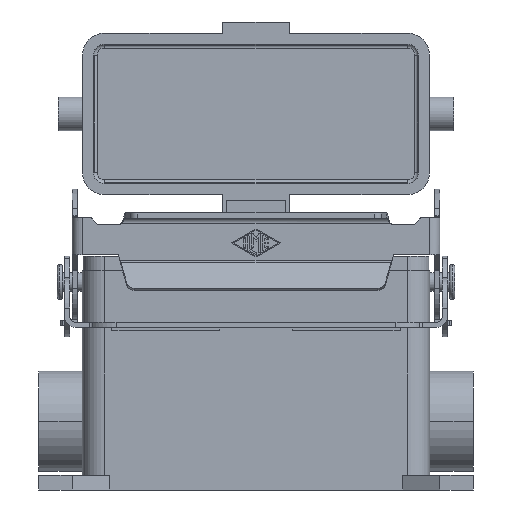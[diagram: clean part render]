
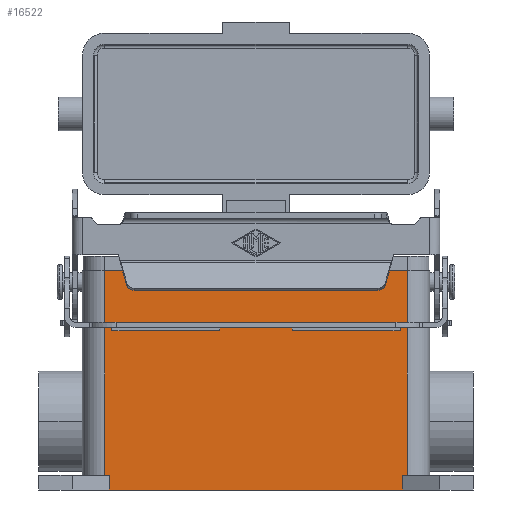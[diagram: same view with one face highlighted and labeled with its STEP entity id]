
A CAD part, front view. The second image highlights one B-rep face of the part: STEP entity #16522.
In plain terms, the highlighted planar face has unit normal (0, -1, 0).
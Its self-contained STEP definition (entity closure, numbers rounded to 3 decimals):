
#16283=CARTESIAN_POINT('',(39.5,-22.25,-56.));
#16284=VERTEX_POINT('',#16283);
#16291=CARTESIAN_POINT('',(-39.5,-22.25,-56.));
#16292=VERTEX_POINT('',#16291);
#16293=CARTESIAN_POINT('',(39.5,-22.25,-56.));
#16294=DIRECTION('',(-1.0,0.0,0.0));
#16295=VECTOR('',#16294,79.0);
#16296=LINE('',#16293,#16295);
#16297=EDGE_CURVE('',#16284,#16292,#16296,.T.);
#16448=CARTESIAN_POINT('',(-39.5,-22.25,-52.0));
#16449=VERTEX_POINT('',#16448);
#16458=CARTESIAN_POINT('',(-39.5,-22.25,-56.));
#16459=DIRECTION('',(0.0,0.0,1.0));
#16460=VECTOR('',#16459,4.);
#16461=LINE('',#16458,#16460);
#16462=EDGE_CURVE('',#16292,#16449,#16461,.T.);
#16467=CARTESIAN_POINT('',(39.5,-22.25,-56.));
#16468=DIRECTION('',(0.0,-1.0,0.0));
#16469=DIRECTION('',(0.0,0.0,-1.0));
#16470=AXIS2_PLACEMENT_3D('',#16467,#16468,#16469);
#16471=PLANE('',#16470);
#16472=ORIENTED_EDGE('',*,*,#16462,.F.);
#16473=ORIENTED_EDGE('',*,*,#16297,.F.);
#16474=CARTESIAN_POINT('',(39.5,-22.25,-52.0));
#16475=VERTEX_POINT('',#16474);
#16476=CARTESIAN_POINT('',(39.5,-22.25,-56.));
#16477=DIRECTION('',(0.0,0.0,1.0));
#16478=VECTOR('',#16477,4.);
#16479=LINE('',#16476,#16478);
#16480=EDGE_CURVE('',#16284,#16475,#16479,.T.);
#16481=ORIENTED_EDGE('',*,*,#16480,.T.);
#16482=CARTESIAN_POINT('',(40.75,-22.25,-52.0));
#16483=VERTEX_POINT('',#16482);
#16484=CARTESIAN_POINT('',(40.75,-22.25,-52.0));
#16485=DIRECTION('',(-1.0,0.0,0.0));
#16486=VECTOR('',#16485,1.25);
#16487=LINE('',#16484,#16486);
#16488=EDGE_CURVE('',#16483,#16475,#16487,.T.);
#16489=ORIENTED_EDGE('',*,*,#16488,.F.);
#16490=CARTESIAN_POINT('',(40.75,-22.25,3.));
#16491=VERTEX_POINT('',#16490);
#16492=CARTESIAN_POINT('',(40.75,-22.25,-52.0));
#16493=DIRECTION('',(0.0,0.0,1.0));
#16494=VECTOR('',#16493,55.);
#16495=LINE('',#16492,#16494);
#16496=EDGE_CURVE('',#16483,#16491,#16495,.T.);
#16497=ORIENTED_EDGE('',*,*,#16496,.T.);
#16498=CARTESIAN_POINT('',(-40.75,-22.25,3.));
#16499=VERTEX_POINT('',#16498);
#16500=CARTESIAN_POINT('',(40.75,-22.25,3.));
#16501=DIRECTION('',(-1.0,0.0,0.0));
#16502=VECTOR('',#16501,81.5);
#16503=LINE('',#16500,#16502);
#16504=EDGE_CURVE('',#16491,#16499,#16503,.T.);
#16505=ORIENTED_EDGE('',*,*,#16504,.T.);
#16506=CARTESIAN_POINT('',(-40.75,-22.25,-52.0));
#16507=VERTEX_POINT('',#16506);
#16508=CARTESIAN_POINT('',(-40.75,-22.25,-52.0));
#16509=DIRECTION('',(0.0,0.0,1.0));
#16510=VECTOR('',#16509,55.);
#16511=LINE('',#16508,#16510);
#16512=EDGE_CURVE('',#16507,#16499,#16511,.T.);
#16513=ORIENTED_EDGE('',*,*,#16512,.F.);
#16514=CARTESIAN_POINT('',(-39.5,-22.25,-52.0));
#16515=DIRECTION('',(-1.0,0.0,0.0));
#16516=VECTOR('',#16515,1.25);
#16517=LINE('',#16514,#16516);
#16518=EDGE_CURVE('',#16449,#16507,#16517,.T.);
#16519=ORIENTED_EDGE('',*,*,#16518,.F.);
#16520=EDGE_LOOP('',(#16472,#16473,#16481,#16489,#16497,#16505,#16513,#16519));
#16521=FACE_OUTER_BOUND('',#16520,.T.);
#16522=ADVANCED_FACE('',(#16521),#16471,.T.);
